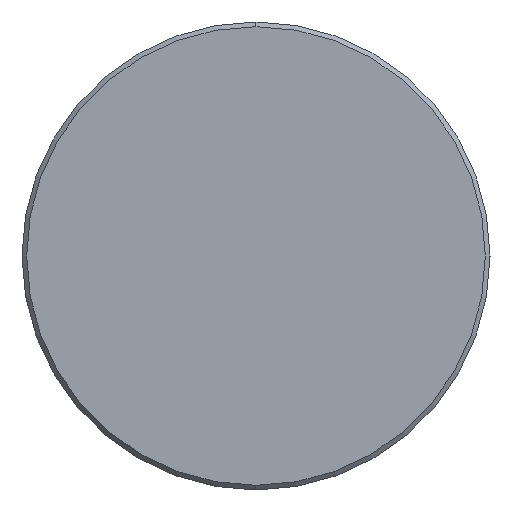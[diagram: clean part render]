
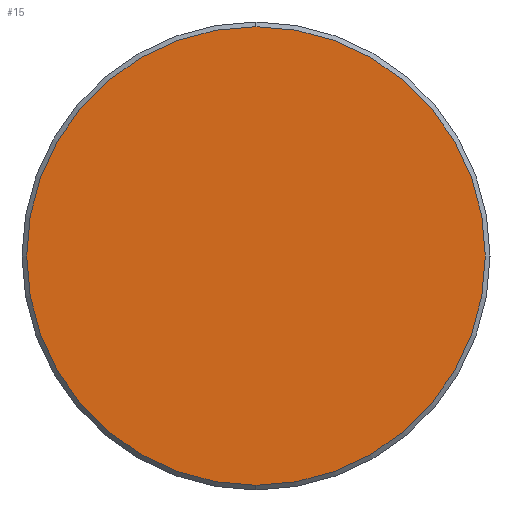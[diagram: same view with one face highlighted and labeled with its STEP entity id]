
A CAD part, left-side view. The second image highlights one B-rep face of the part: STEP entity #15.
In plain terms, the highlighted planar face has unit normal (-1, 0, 0).
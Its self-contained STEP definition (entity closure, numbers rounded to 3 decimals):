
#15 = ADVANCED_FACE ( 'NONE', ( #257 ), #261, .F. ) ;
#42 = CIRCLE ( 'NONE', #110, 14.7 ) ;
#52 = DIRECTION ( 'NONE',  ( 0., 0., 1. ) ) ;
#65 = VERTEX_POINT ( 'NONE', #121 ) ;
#79 = EDGE_LOOP ( 'NONE', ( #294, #183 ) ) ;
#109 = EDGE_CURVE ( 'NONE', #376, #65, #305, .T. ) ;
#110 = AXIS2_PLACEMENT_3D ( 'NONE', #443, #367, #409 ) ;
#121 = CARTESIAN_POINT ( 'NONE',  ( 0., 0., -14.7 ) ) ;
#152 = AXIS2_PLACEMENT_3D ( 'NONE', #241, #207, #52 ) ;
#155 = DIRECTION ( 'NONE',  ( 0., 0., -1. ) ) ;
#167 = EDGE_CURVE ( 'NONE', #65, #376, #42, .T. ) ;
#177 = AXIS2_PLACEMENT_3D ( 'NONE', #201, #232, #155 ) ;
#183 = ORIENTED_EDGE ( 'NONE', *, *, #109, .T. ) ;
#201 = CARTESIAN_POINT ( 'NONE',  ( 0., 0., 0. ) ) ;
#207 = DIRECTION ( 'NONE',  ( -1., 0., 0. ) ) ;
#232 = DIRECTION ( 'NONE',  ( 1., 0., 0. ) ) ;
#241 = CARTESIAN_POINT ( 'NONE',  ( 0., 0., 0. ) ) ;
#257 = FACE_OUTER_BOUND ( 'NONE', #79, .T. ) ;
#261 = PLANE ( 'NONE',  #177 ) ;
#294 = ORIENTED_EDGE ( 'NONE', *, *, #167, .T. ) ;
#305 = CIRCLE ( 'NONE', #152, 14.7 ) ;
#345 = CARTESIAN_POINT ( 'NONE',  ( 0., 0., 14.7 ) ) ;
#367 = DIRECTION ( 'NONE',  ( -1., 0., 0. ) ) ;
#376 = VERTEX_POINT ( 'NONE', #345 ) ;
#409 = DIRECTION ( 'NONE',  ( 0., 0., 1. ) ) ;
#443 = CARTESIAN_POINT ( 'NONE',  ( 0., 0., 0. ) ) ;
